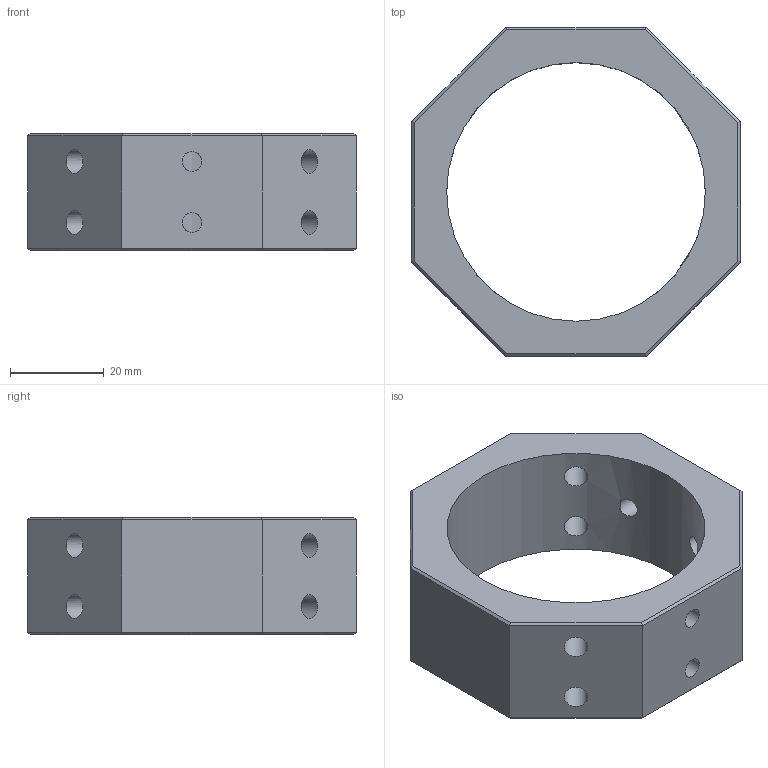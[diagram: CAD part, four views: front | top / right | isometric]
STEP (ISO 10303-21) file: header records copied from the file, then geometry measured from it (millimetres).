
FILE_DESCRIPTION(/* description */ (''),/* implementation_level */ '2;1');
FILE_NAME(/* name */ 'Bague numro 1 v4.step',/* time_stamp */ '2024-02-28T12:57:42+01:00',/* author */ (''),/* organization */ (''),/* preprocessor_version */ 'ST-DEVELOPER v20',/* originating_system */ 'Autodesk Translation Framework v12.20.1.177',/* authorisation */ '');
FILE_SCHEMA (('AUTOMOTIVE_DESIGN { 1 0 10303 214 3 1 1 }'));
Length unit declared in the file: millimetre
Products named in the file (1): Bague numéro 1
Bounding box: 70 x 70 x 25 mm (x, y, z)
Volume: 41124.7 mm3; surface area: 14461 mm2
Topology: 1 solids, 1 shells, 41 faces, 111 edges, 72 vertices
Faces by surface type: plane 28, cylinder 13
Full cylindrical faces by diameter (mm): 4.234 x4, 5 x8, 55.1 x1
Entity records: 1720 total; most frequent: CARTESIAN_POINT 625, ORIENTED_EDGE 222, DIRECTION 189, EDGE_CURVE 111, VERTEX_POINT 72, LINE 71, VECTOR 71, EDGE_LOOP 67
